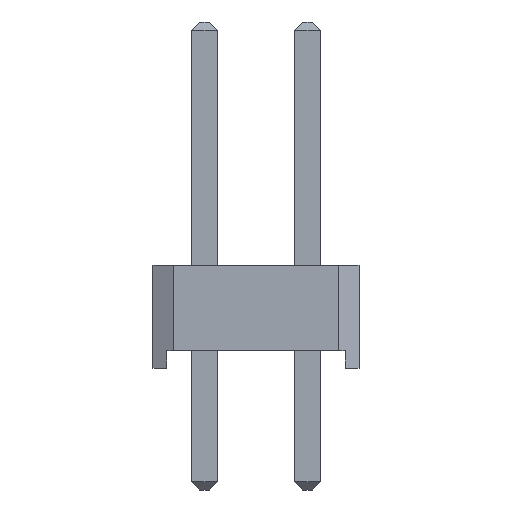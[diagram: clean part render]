
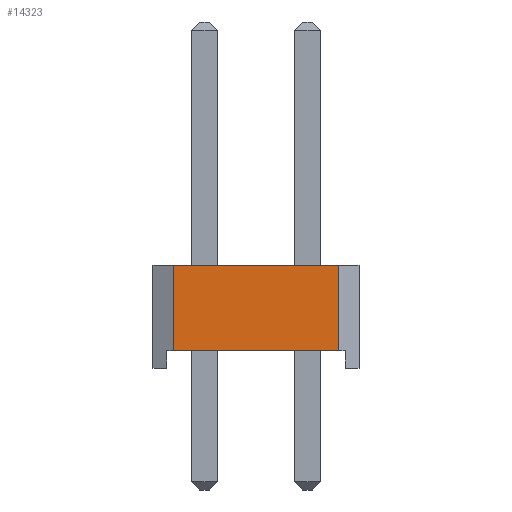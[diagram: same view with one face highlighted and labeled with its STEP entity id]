
A CAD part, front view. The second image highlights one B-rep face of the part: STEP entity #14323.
In plain terms, the highlighted face is planar.
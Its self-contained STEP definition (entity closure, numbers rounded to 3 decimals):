
#548=ORIENTED_EDGE('',*,*,#3290,.T.);
#549=ORIENTED_EDGE('',*,*,#3104,.T.);
#550=ORIENTED_EDGE('',*,*,#3291,.F.);
#551=ORIENTED_EDGE('',*,*,#3198,.F.);
#3104=EDGE_CURVE('',#4540,#4541,#5428,.T.);
#3198=EDGE_CURVE('',#4568,#4569,#5522,.T.);
#3290=EDGE_CURVE('',#4568,#4540,#5614,.T.);
#3291=EDGE_CURVE('',#4569,#4541,#5615,.T.);
#4540=VERTEX_POINT('',#18545);
#4541=VERTEX_POINT('',#18546);
#4568=VERTEX_POINT('',#18692);
#4569=VERTEX_POINT('',#18694);
#5428=LINE('',#18544,#6864);
#5522=LINE('',#18693,#6958);
#5614=LINE('',#18839,#7050);
#5615=LINE('',#18840,#7051);
#6864=VECTOR('',#15746,1000.);
#6958=VECTOR('',#15892,1000.);
#7050=VECTOR('',#16038,1000.);
#7051=VECTOR('',#16039,1000.);
#8197=EDGE_LOOP('',(#548,#549,#550,#551));
#8851=FACE_BOUND('',#8197,.T.);
#9505=PLANE('',#14932);
#14323=ADVANCED_FACE('',(#8851),#9505,.F.);
#14932=AXIS2_PLACEMENT_3D('',#18838,#16036,#16037);
#15746=DIRECTION('',(0.,1.,0.));
#15892=DIRECTION('',(0.,1.,0.));
#16036=DIRECTION('',(-1.,0.,0.));
#16037=DIRECTION('',(0.,0.,1.));
#16038=DIRECTION('',(0.,0.,-1.));
#16039=DIRECTION('',(0.,0.,-1.));
#18544=CARTESIAN_POINT('',(16.51,0.,-3.31));
#18545=CARTESIAN_POINT('',(16.51,-0.832,-3.31));
#18546=CARTESIAN_POINT('',(16.51,1.27,-3.31));
#18692=CARTESIAN_POINT('',(16.51,-0.832,0.77));
#18693=CARTESIAN_POINT('',(16.51,0.,0.77));
#18694=CARTESIAN_POINT('',(16.51,1.27,0.77));
#18838=CARTESIAN_POINT('',(16.51,0.,0.));
#18839=CARTESIAN_POINT('',(16.51,-0.832,0.93));
#18840=CARTESIAN_POINT('',(16.51,1.27,1.27));
